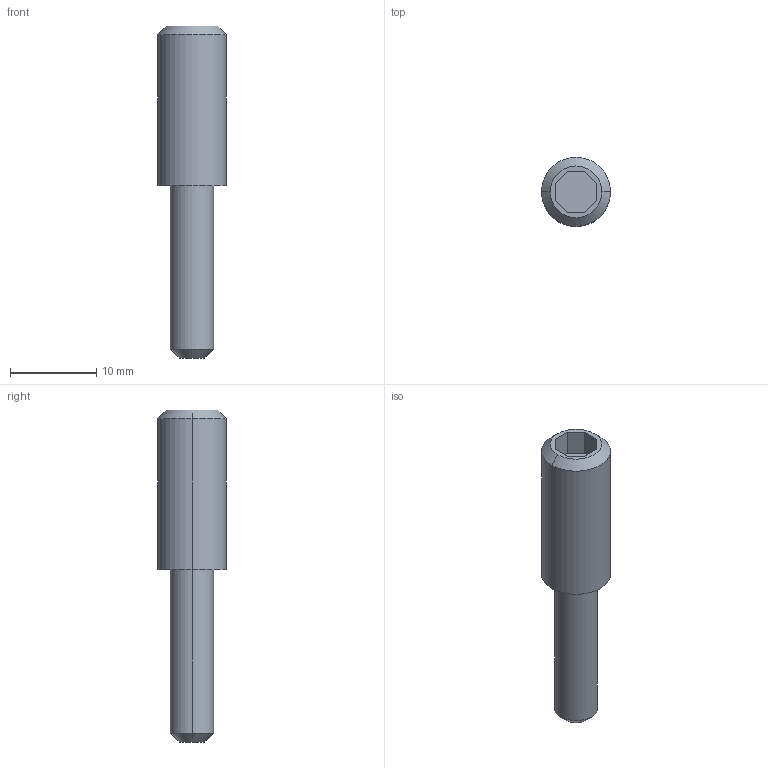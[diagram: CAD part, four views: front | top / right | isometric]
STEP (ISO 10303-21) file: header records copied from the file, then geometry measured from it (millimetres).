
FILE_DESCRIPTION(('STEP AP203'),'2;1');
FILE_NAME('25.167.00.stp','2011-02-14T10:02:46',(''),(''),'2009.3.110','THINKDESIGN','');
FILE_SCHEMA(('CONFIG_CONTROL_DESIGN'));
Length unit declared in the file: millimetre
Bounding box: 8 x 8 x 38.5 mm (x, y, z)
Volume: 1247 mm3; surface area: 901.1 mm2
Topology: 1 solids, 1 shells, 20 faces, 44 edges, 28 vertices
Faces by surface type: plane 12, bspline 4, cylinder 4
Entity records: 693 total; most frequent: CARTESIAN_POINT 160, DIRECTION 88, ORIENTED_EDGE 88, EDGE_CURVE 44, VECTOR 32, LINE 32, VERTEX_POINT 28, AXIS2_PLACEMENT_3D 28
